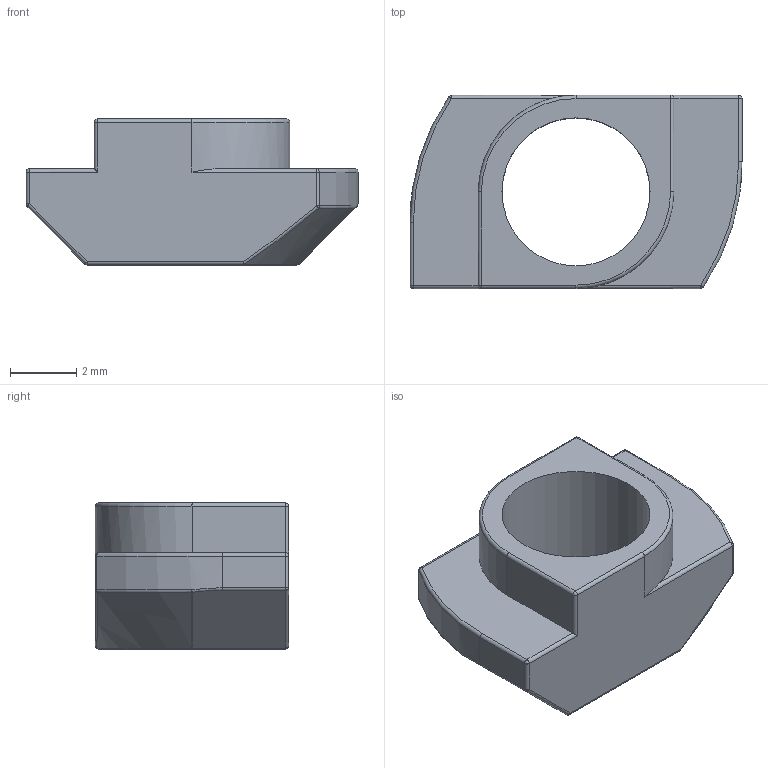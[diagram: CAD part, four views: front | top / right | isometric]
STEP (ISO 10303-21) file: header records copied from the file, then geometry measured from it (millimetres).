
FILE_DESCRIPTION(/* description */ (''),/* implementation_level */ '2;1');
FILE_NAME(/* name */ 'DROP TEE NUT (M5.DROP.T.NUT).stp',/* time_stamp */ '2023-03-01T15:15:23+02:00',/* author */ ('arnold.brand'),/* organization */ (''),/* preprocessor_version */ 'ST-DEVELOPER v19.2',/* originating_system */ 'Autodesk Inventor 2023',/* authorisation */ '');
FILE_SCHEMA (('AP203_CONFIGURATION_CONTROLLED_3D_DESIGN_OF_MECHANICAL_PARTS_AND_ASSEMBLIES_MIM_LF { 1 0 10303 203 3 1 4 }','AUTOMOTIVE_DESIGN { 1 0 10303 214 3 1 1 }'));
Length unit declared in the file: millimetre
Products named in the file (1): DROP TEE NUT (M5.DROP.T.NUT)
Bounding box: 10 x 5.82 x 4.4 mm (x, y, z)
Volume: 118.3 mm3; surface area: 236.1 mm2
Topology: 1 solids, 1 shells, 75 faces, 155 edges, 82 vertices
Faces by surface type: cylinder 29, sphere 18, bspline 12, plane 12, torus 4
Full cylindrical faces by diameter (mm): 4.459 x1
Entity records: 2174 total; most frequent: CARTESIAN_POINT 583, DIRECTION 341, ORIENTED_EDGE 310, EDGE_CURVE 155, AXIS2_PLACEMENT_3D 142, VERTEX_POINT 82, EDGE_LOOP 77, FACE_OUTER_BOUND 75
